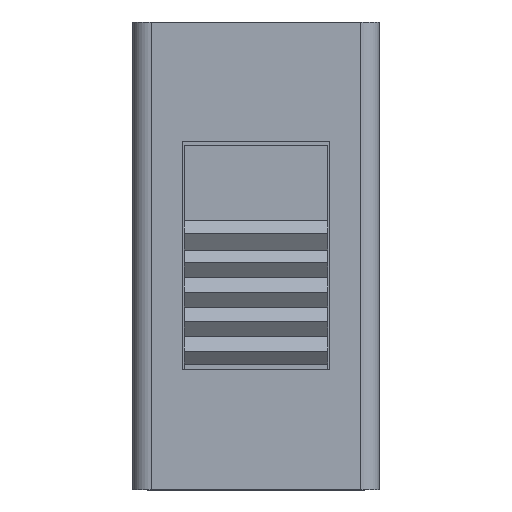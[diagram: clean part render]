
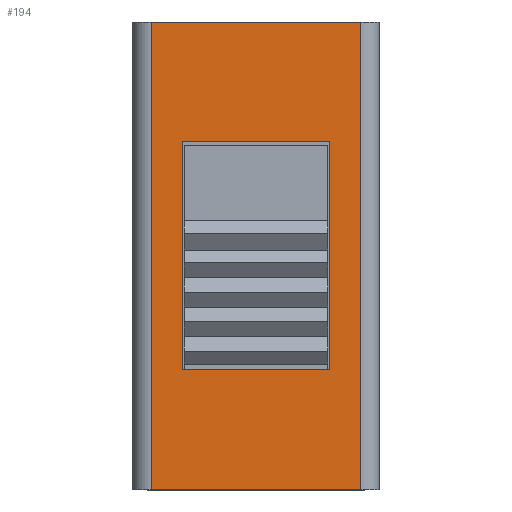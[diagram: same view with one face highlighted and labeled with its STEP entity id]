
A CAD part, top view. The second image highlights one B-rep face of the part: STEP entity #194.
In plain terms, the highlighted planar face has unit normal (0, 0, 1).
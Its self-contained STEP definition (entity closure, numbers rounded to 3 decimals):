
#194=ADVANCED_FACE('',(#1852,#1854),#1856,.T.);
#1852=FACE_BOUND('',#1853,.T.);
#1853=EDGE_LOOP('',(#3157,#3158,#3159,#3160));
#1854=FACE_BOUND('',#1855,.T.);
#1855=EDGE_LOOP('',(#3161,#3162,#3163,#3164));
#1856=PLANE('',#1857);
#1857=AXIS2_PLACEMENT_3D('',#1858,#1859,#1860);
#1858=CARTESIAN_POINT('',(0.,0.,6.8));
#1859=DIRECTION('',(0.,0.,1.));
#1860=DIRECTION('',(1.,0.,0.));
#3157=ORIENTED_EDGE('',*,*,#4117,.T.);
#3158=ORIENTED_EDGE('',*,*,#4107,.T.);
#3159=ORIENTED_EDGE('',*,*,#4118,.T.);
#3160=ORIENTED_EDGE('',*,*,#4112,.T.);
#3161=ORIENTED_EDGE('',*,*,#4104,.T.);
#3162=ORIENTED_EDGE('',*,*,#4097,.T.);
#3163=ORIENTED_EDGE('',*,*,#4100,.T.);
#3164=ORIENTED_EDGE('',*,*,#4102,.T.);
#4097=EDGE_CURVE('',#4591,#4592,#4593,.F.);
#4100=EDGE_CURVE('',#4592,#4596,#4597,.F.);
#4102=EDGE_CURVE('',#4596,#4599,#4600,.F.);
#4104=EDGE_CURVE('',#4599,#4591,#4602,.F.);
#4107=EDGE_CURVE('',#4603,#4605,#4607,.T.);
#4112=EDGE_CURVE('',#4615,#4613,#4616,.T.);
#4117=EDGE_CURVE('',#4613,#4603,#4623,.T.);
#4118=EDGE_CURVE('',#4605,#4615,#4624,.T.);
#4591=VERTEX_POINT('',#5411);
#4592=VERTEX_POINT('',#5412);
#4593=LINE('',#5413,#5414);
#4596=VERTEX_POINT('',#5422);
#4597=LINE('',#5423,#5424);
#4599=VERTEX_POINT('',#5429);
#4600=LINE('',#5430,#5431);
#4602=LINE('',#5436,#5437);
#4603=VERTEX_POINT('',#5439);
#4605=VERTEX_POINT('',#5443);
#4607=LINE('',#5447,#5448);
#4613=VERTEX_POINT('',#5463);
#4615=VERTEX_POINT('',#5467);
#4616=LINE('',#5468,#5469);
#4623=LINE('',#5487,#5488);
#4624=LINE('',#5490,#5491);
#5411=CARTESIAN_POINT('',(-2.,-3.1,6.8));
#5412=CARTESIAN_POINT('',(-2.,3.1,6.8));
#5413=CARTESIAN_POINT('',(-2.,3.1,6.8));
#5414=VECTOR('',#5415,1.);
#5415=DIRECTION('',(0.,-1.,0.));
#5422=CARTESIAN_POINT('',(2.,3.1,6.8));
#5423=CARTESIAN_POINT('',(2.,3.1,6.8));
#5424=VECTOR('',#5425,1.);
#5425=DIRECTION('',(-1.,0.,0.));
#5429=CARTESIAN_POINT('',(2.,-3.1,6.8));
#5430=CARTESIAN_POINT('',(2.,-3.1,6.8));
#5431=VECTOR('',#5432,1.);
#5432=DIRECTION('',(0.,1.,0.));
#5436=CARTESIAN_POINT('',(-2.,-3.1,6.8));
#5437=VECTOR('',#5438,1.);
#5438=DIRECTION('',(1.,0.,0.));
#5439=CARTESIAN_POINT('',(2.85,6.35,6.8));
#5443=CARTESIAN_POINT('',(-2.85,6.35,6.8));
#5447=CARTESIAN_POINT('',(2.85,6.35,6.8));
#5448=VECTOR('',#5449,1.);
#5449=DIRECTION('',(-1.,0.,0.));
#5463=CARTESIAN_POINT('',(2.85,-6.35,6.8));
#5467=CARTESIAN_POINT('',(-2.85,-6.35,6.8));
#5468=CARTESIAN_POINT('',(-2.85,-6.35,6.8));
#5469=VECTOR('',#5470,1.);
#5470=DIRECTION('',(1.,0.,0.));
#5487=CARTESIAN_POINT('',(2.85,-6.35,6.8));
#5488=VECTOR('',#5489,1.);
#5489=DIRECTION('',(0.,1.,0.));
#5490=CARTESIAN_POINT('',(-2.85,6.35,6.8));
#5491=VECTOR('',#5492,1.);
#5492=DIRECTION('',(0.,-1.,0.));
